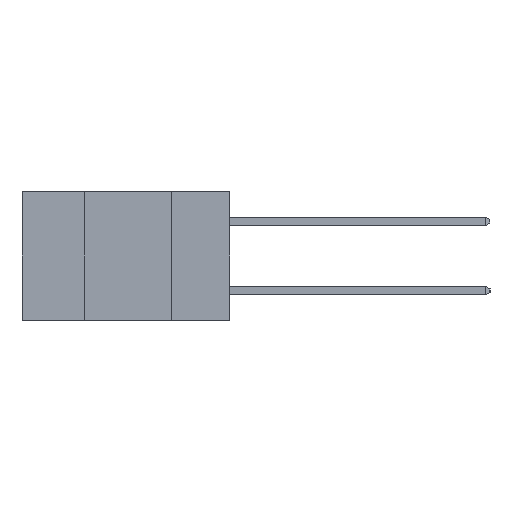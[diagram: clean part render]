
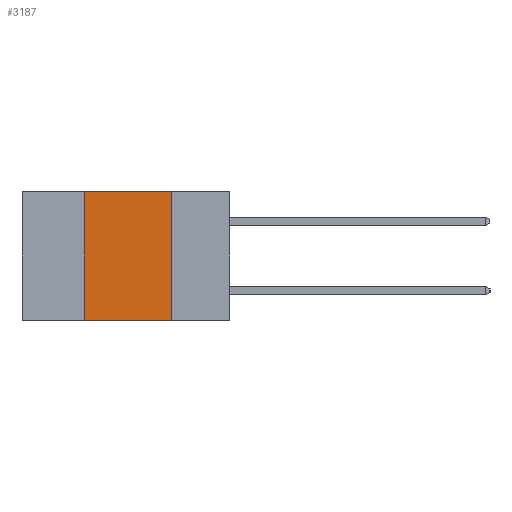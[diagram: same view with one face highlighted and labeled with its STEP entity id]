
A CAD part, left-side view. The second image highlights one B-rep face of the part: STEP entity #3187.
In plain terms, the highlighted planar face has unit normal (-1, 0, 0).
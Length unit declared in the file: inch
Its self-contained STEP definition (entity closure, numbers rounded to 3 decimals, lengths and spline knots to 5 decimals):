
#70 = LINE ( 'NONE', #10742, #12903 ) ;
#353 = EDGE_CURVE ( 'NONE', #6728, #6308, #8312, .T. ) ;
#396 = PLANE ( 'NONE',  #11673 ) ;
#511 = CARTESIAN_POINT ( 'NONE',  ( 0., 0.17, -0.37 ) ) ;
#2062 = EDGE_LOOP ( 'NONE', ( #5494, #13923, #7663, #6828 ) ) ;
#2113 = VERTEX_POINT ( 'NONE', #511 ) ;
#2140 = DIRECTION ( 'NONE',  ( 0., 0., -1. ) ) ;
#2187 = VECTOR ( 'NONE', #2836, 39.37008 ) ;
#2248 = VECTOR ( 'NONE', #5749, 39.37008 ) ;
#2283 = CARTESIAN_POINT ( 'NONE',  ( 0., 0.17, -0.37 ) ) ;
#2610 = VERTEX_POINT ( 'NONE', #14385 ) ;
#2836 = DIRECTION ( 'NONE',  ( 0., -1., 0. ) ) ;
#2872 = CARTESIAN_POINT ( 'NONE',  ( 0., 0.6, 0. ) ) ;
#3187 = ADVANCED_FACE ( 'NONE', ( #10088 ), #396, .F. ) ;
#4880 = EDGE_CURVE ( 'NONE', #2610, #6728, #15178, .T. ) ;
#5343 = DIRECTION ( 'NONE',  ( 0., 0., -1. ) ) ;
#5382 = DIRECTION ( 'NONE',  ( 1., 0., 0. ) ) ;
#5494 = ORIENTED_EDGE ( 'NONE', *, *, #8080, .F. ) ;
#5749 = DIRECTION ( 'NONE',  ( 0., 0., 1. ) ) ;
#5816 = LINE ( 'NONE', #2283, #11712 ) ;
#6253 = EDGE_CURVE ( 'NONE', #2610, #2113, #70, .T. ) ;
#6308 = VERTEX_POINT ( 'NONE', #11537 ) ;
#6728 = VERTEX_POINT ( 'NONE', #6786 ) ;
#6786 = CARTESIAN_POINT ( 'NONE',  ( 0., 0.42, 0. ) ) ;
#6828 = ORIENTED_EDGE ( 'NONE', *, *, #6253, .T. ) ;
#7236 = CARTESIAN_POINT ( 'NONE',  ( 0., 0.6, 0. ) ) ;
#7663 = ORIENTED_EDGE ( 'NONE', *, *, #4880, .F. ) ;
#8080 = EDGE_CURVE ( 'NONE', #6308, #2113, #5816, .T. ) ;
#8312 = LINE ( 'NONE', #2872, #2187 ) ;
#10088 = FACE_OUTER_BOUND ( 'NONE', #2062, .T. ) ;
#10311 = DIRECTION ( 'NONE',  ( 0., -1., 0. ) ) ;
#10742 = CARTESIAN_POINT ( 'NONE',  ( 0., 0.6, -0.37 ) ) ;
#11537 = CARTESIAN_POINT ( 'NONE',  ( 0., 0.17, 0. ) ) ;
#11673 = AXIS2_PLACEMENT_3D ( 'NONE', #7236, #5382, #5343 ) ;
#11712 = VECTOR ( 'NONE', #2140, 39.37008 ) ;
#12903 = VECTOR ( 'NONE', #10311, 39.37008 ) ;
#13923 = ORIENTED_EDGE ( 'NONE', *, *, #353, .F. ) ;
#14321 = CARTESIAN_POINT ( 'NONE',  ( 0., 0.42, -0.37 ) ) ;
#14385 = CARTESIAN_POINT ( 'NONE',  ( 0., 0.42, -0.37 ) ) ;
#15178 = LINE ( 'NONE', #14321, #2248 ) ;
